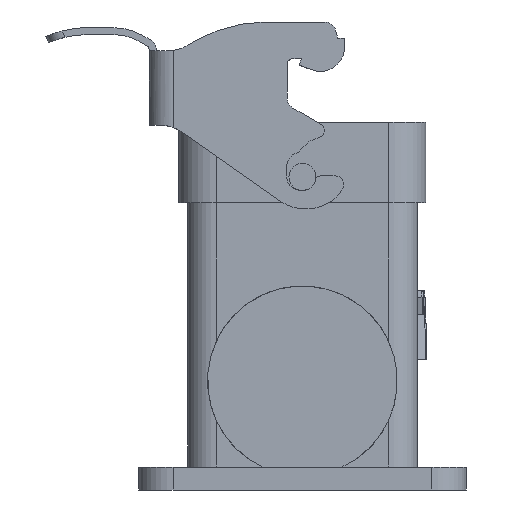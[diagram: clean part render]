
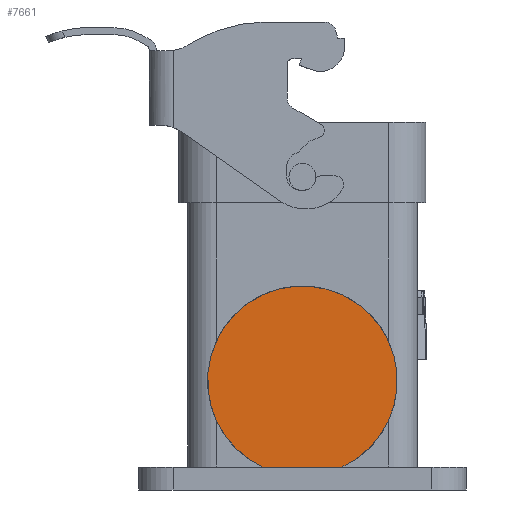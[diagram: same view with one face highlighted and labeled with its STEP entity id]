
A CAD part, left-side view. The second image highlights one B-rep face of the part: STEP entity #7661.
In plain terms, the highlighted planar face has unit normal (-1, 0, 0).
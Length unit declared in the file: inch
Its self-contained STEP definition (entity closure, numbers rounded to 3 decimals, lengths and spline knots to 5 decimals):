
#44 = CARTESIAN_POINT ( 'NONE',  ( -2.3622, -0.27062, 0.15748 ) ) ;
#104 = EDGE_CURVE ( 'NONE', #4789, #1394, #5801, .T. ) ;
#140 = AXIS2_PLACEMENT_3D ( 'NONE', #6539, #3810, #3984 ) ;
#531 = LINE ( 'NONE', #10202, #10832 ) ;
#1267 = ORIENTED_EDGE ( 'NONE', *, *, #104, .T. ) ;
#1394 = VERTEX_POINT ( 'NONE', #8674 ) ;
#1708 = FACE_OUTER_BOUND ( 'NONE', #9230, .T. ) ;
#1847 = ORIENTED_EDGE ( 'NONE', *, *, #4220, .F. ) ;
#2144 = AXIS2_PLACEMENT_3D ( 'NONE', #9325, #5926, #4264 ) ;
#3810 = DIRECTION ( 'NONE',  ( -1., 0., 0. ) ) ;
#3984 = DIRECTION ( 'NONE',  ( 0., 0., -1. ) ) ;
#4220 = EDGE_CURVE ( 'NONE', #4789, #1394, #531, .T. ) ;
#4264 = DIRECTION ( 'NONE',  ( 0., 0., 1. ) ) ;
#4789 = VERTEX_POINT ( 'NONE', #44 ) ;
#5801 = CIRCLE ( 'NONE', #140, 0.64961 ) ;
#5926 = DIRECTION ( 'NONE',  ( -1., 0., 0. ) ) ;
#6539 = CARTESIAN_POINT ( 'NONE',  ( -2.3622, 0., 0.74803 ) ) ;
#7661 = ADVANCED_FACE ( 'NONE', ( #1708 ), #10406, .T. ) ;
#8120 = DIRECTION ( 'NONE',  ( 0., 1., 0. ) ) ;
#8674 = CARTESIAN_POINT ( 'NONE',  ( -2.3622, 0.27062, 0.15748 ) ) ;
#9230 = EDGE_LOOP ( 'NONE', ( #1267, #1847 ) ) ;
#9325 = CARTESIAN_POINT ( 'NONE',  ( -2.3622, 0., 0.74803 ) ) ;
#10202 = CARTESIAN_POINT ( 'NONE',  ( -2.3622, -1.12205, 0.15748 ) ) ;
#10406 = PLANE ( 'NONE',  #2144 ) ;
#10832 = VECTOR ( 'NONE', #8120, 39.37008 ) ;
